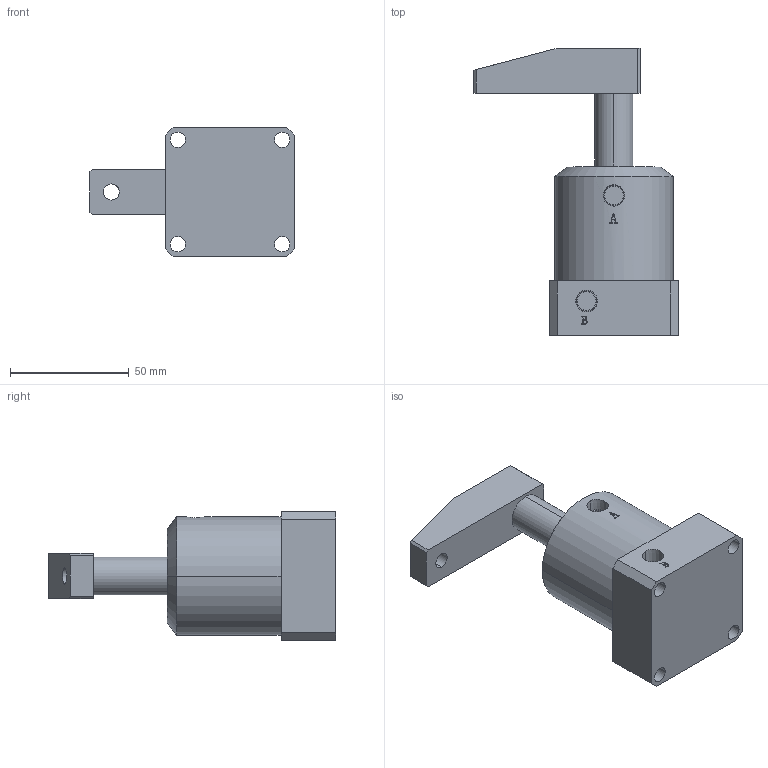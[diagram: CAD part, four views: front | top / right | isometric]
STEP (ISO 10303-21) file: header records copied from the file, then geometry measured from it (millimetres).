
FILE_DESCRIPTION (( 'STEP AP214' ), '1' );
FILE_NAME ('HCAS-32S.STEP', '2019-10-14T08:49:49', ( '微软用户' ), ( '微软中国' ), 'SwSTEP 2.0', 'SolidWorks 2012', '' );
FILE_SCHEMA (( 'AUTOMOTIVE_DESIGN' ));
Length unit declared in the file: millimetre
Products named in the file (5): hex lobular socket head cap screws-4.8 gb_GB_HEXAGON_TYPE21 M8X16-16-C; HCAS-32等旋; HCAS-32掛极; HCAS-32S活塞杆; HCAS-32S
Assembly tree (4 placements, depth 2):
  HCAS-32S
    HCAS-32S活塞杆
    HCAS-32掛极
    HCAS-32等旋
    hex lobular socket head cap screws-4.8 gb_GB_HEXAGON_TYPE21 M8X16-16-C
Bounding box: 86 x 121 x 54 mm (x, y, z)
Volume: 160666.7 mm3; surface area: 39147.1 mm2
Topology: 4 solids, 4 shells, 150 faces, 360 edges, 232 vertices
Faces by surface type: plane 73, cylinder 33, bspline 20, cone 14, torus 10
Entity records: 5536 total; most frequent: CARTESIAN_POINT 1821, ORIENTED_EDGE 712, DIRECTION 688, EDGE_CURVE 356, AXIS2_PLACEMENT_3D 245, VERTEX_POINT 232, VECTOR 198, LINE 198
